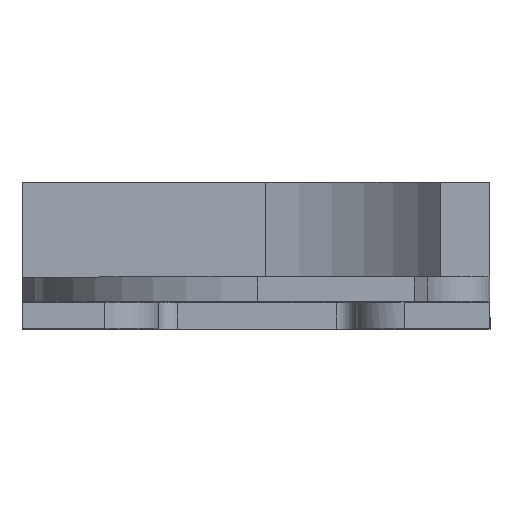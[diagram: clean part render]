
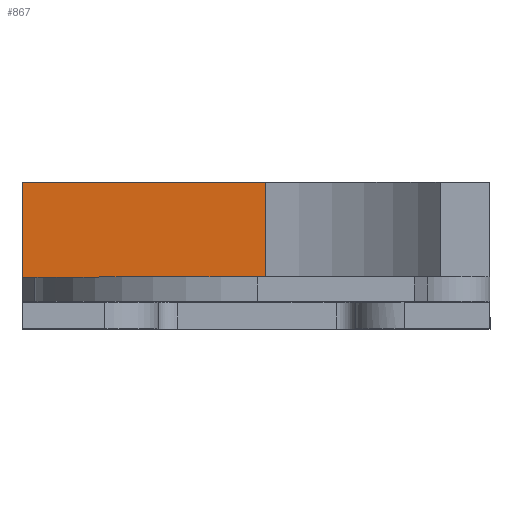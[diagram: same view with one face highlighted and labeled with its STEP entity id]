
A CAD part, top view. The second image highlights one B-rep face of the part: STEP entity #867.
In plain terms, the highlighted planar face has unit normal (-0.035, 0, 0.999).
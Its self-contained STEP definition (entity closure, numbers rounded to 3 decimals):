
#15 = EDGE_CURVE ( 'NONE', #4408, #5503, #3674, .T. ) ;
#74 = CARTESIAN_POINT ( 'NONE',  ( -15.79, 0.609, -30.525 ) ) ;
#202 = VERTEX_POINT ( 'NONE', #4878 ) ;
#677 = PLANE ( 'NONE',  #2407 ) ;
#867 = ADVANCED_FACE ( 'NONE', ( #2166 ), #677, .F. ) ;
#1039 = EDGE_CURVE ( 'NONE', #4408, #4952, #1992, .T. ) ;
#1267 = LINE ( 'NONE', #4423, #3714 ) ;
#1838 = DIRECTION ( 'NONE',  ( -0.999, 0., -0.036 ) ) ;
#1992 = LINE ( 'NONE', #4026, #2592 ) ;
#2166 = FACE_OUTER_BOUND ( 'NONE', #6590, .T. ) ;
#2201 = DIRECTION ( 'NONE',  ( -0.999, 0., -0.036 ) ) ;
#2274 = CARTESIAN_POINT ( 'NONE',  ( 4.145, -25.553, -29.816 ) ) ;
#2407 = AXIS2_PLACEMENT_3D ( 'NONE', #2274, #5808, #2201 ) ;
#2477 = ORIENTED_EDGE ( 'NONE', *, *, #6023, .T. ) ;
#2592 = VECTOR ( 'NONE', #4092, 1000. ) ;
#2897 = CARTESIAN_POINT ( 'NONE',  ( -15.79, -7.191, -30.525 ) ) ;
#3258 = VECTOR ( 'NONE', #5277, 1000. ) ;
#3336 = VECTOR ( 'NONE', #5246, 1000. ) ;
#3674 = LINE ( 'NONE', #4327, #3336 ) ;
#3714 = VECTOR ( 'NONE', #1838, 1000. ) ;
#4026 = CARTESIAN_POINT ( 'NONE',  ( 4.145, -7.191, -29.816 ) ) ;
#4092 = DIRECTION ( 'NONE',  ( 0.999, 0., 0.036 ) ) ;
#4327 = CARTESIAN_POINT ( 'NONE',  ( -15.79, -25.553, -30.525 ) ) ;
#4408 = VERTEX_POINT ( 'NONE', #2897 ) ;
#4423 = CARTESIAN_POINT ( 'NONE',  ( 1.064, 0.609, -29.925 ) ) ;
#4833 = EDGE_CURVE ( 'NONE', #202, #5503, #1267, .T. ) ;
#4878 = CARTESIAN_POINT ( 'NONE',  ( 4.145, 0.609, -29.816 ) ) ;
#4952 = VERTEX_POINT ( 'NONE', #6671 ) ;
#5056 = ORIENTED_EDGE ( 'NONE', *, *, #15, .F. ) ;
#5089 = ORIENTED_EDGE ( 'NONE', *, *, #4833, .T. ) ;
#5246 = DIRECTION ( 'NONE',  ( 0., 1., 0. ) ) ;
#5277 = DIRECTION ( 'NONE',  ( 0., 1., 0. ) ) ;
#5407 = ORIENTED_EDGE ( 'NONE', *, *, #1039, .T. ) ;
#5503 = VERTEX_POINT ( 'NONE', #74 ) ;
#5808 = DIRECTION ( 'NONE',  ( 0.036, 0., -0.999 ) ) ;
#5819 = CARTESIAN_POINT ( 'NONE',  ( 4.145, -25.553, -29.816 ) ) ;
#6023 = EDGE_CURVE ( 'NONE', #4952, #202, #6266, .T. ) ;
#6266 = LINE ( 'NONE', #5819, #3258 ) ;
#6590 = EDGE_LOOP ( 'NONE', ( #5407, #2477, #5089, #5056 ) ) ;
#6671 = CARTESIAN_POINT ( 'NONE',  ( 4.145, -7.191, -29.816 ) ) ;
